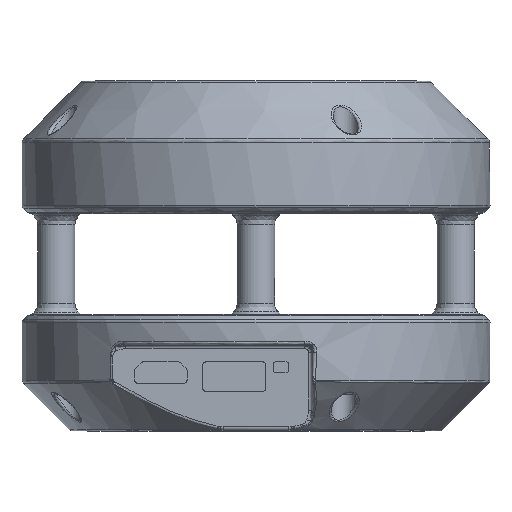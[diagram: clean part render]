
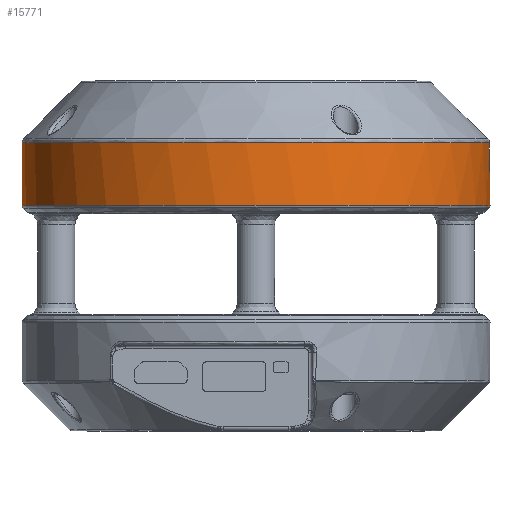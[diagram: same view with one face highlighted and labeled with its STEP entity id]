
A CAD part, top view. The second image highlights one B-rep face of the part: STEP entity #15771.
In plain terms, the highlighted cylindrical face has radius 37.5 mm (diameter 75 mm), a partial arc.
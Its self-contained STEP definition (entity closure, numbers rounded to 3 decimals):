
#895=FACE_OUTER_BOUND('',#1727,.T.);
#1727=EDGE_LOOP('',(#11171,#11172,#11173,#11174,#11175));
#2539=CIRCLE('',#16703,37.5);
#2542=CIRCLE('',#16706,37.5);
#2544=CIRCLE('',#16710,37.5);
#4104=LINE('',#26713,#5175);
#4105=LINE('',#26714,#5176);
#5175=VECTOR('',#19018,10.);
#5176=VECTOR('',#19019,10.);
#6315=VERTEX_POINT('',#26452);
#6316=VERTEX_POINT('',#26496);
#6318=VERTEX_POINT('',#26548);
#6326=VERTEX_POINT('',#26690);
#6329=VERTEX_POINT('',#26702);
#8158=EDGE_CURVE('',#6315,#6316,#2539,.T.);
#8163=EDGE_CURVE('',#6316,#6318,#2542,.T.);
#8176=EDGE_CURVE('',#6329,#6326,#2544,.T.);
#8177=EDGE_CURVE('',#6315,#6326,#4104,.T.);
#8178=EDGE_CURVE('',#6329,#6318,#4105,.T.);
#11171=ORIENTED_EDGE('',*,*,#8177,.T.);
#11172=ORIENTED_EDGE('',*,*,#8176,.F.);
#11173=ORIENTED_EDGE('',*,*,#8178,.T.);
#11174=ORIENTED_EDGE('',*,*,#8163,.F.);
#11175=ORIENTED_EDGE('',*,*,#8158,.F.);
#15278=CYLINDRICAL_SURFACE('',#16711,37.5);
#15771=ADVANCED_FACE('',(#895),#15278,.T.);
#16703=AXIS2_PLACEMENT_3D('',#26497,#18999,#19000);
#16706=AXIS2_PLACEMENT_3D('',#26594,#19005,#19006);
#16710=AXIS2_PLACEMENT_3D('',#26711,#19014,#19015);
#16711=AXIS2_PLACEMENT_3D('',#26712,#19016,#19017);
#18999=DIRECTION('center_axis',(0.,-1.,0.));
#19000=DIRECTION('ref_axis',(1.,0.,0.));
#19005=DIRECTION('center_axis',(0.,-1.,0.));
#19006=DIRECTION('ref_axis',(1.,0.,0.));
#19014=DIRECTION('center_axis',(0.,1.,0.));
#19015=DIRECTION('ref_axis',(0.707,0.,0.707));
#19016=DIRECTION('center_axis',(0.,-1.,0.));
#19017=DIRECTION('ref_axis',(0.707,0.,0.707));
#19018=DIRECTION('',(0.,1.,0.));
#19019=DIRECTION('',(0.,-1.,0.));
#26452=CARTESIAN_POINT('',(-26.161,-10.233,-26.868));
#26496=CARTESIAN_POINT('',(-37.5,-10.233,0.));
#26497=CARTESIAN_POINT('Origin',(0.,-10.233,
0.));
#26548=CARTESIAN_POINT('',(-26.868,-10.233,-26.161));
#26594=CARTESIAN_POINT('Origin',(0.,-10.233,
0.));
#26690=CARTESIAN_POINT('',(-26.161,-0.196,-26.868));
#26702=CARTESIAN_POINT('',(-26.868,-0.196,-26.161));
#26711=CARTESIAN_POINT('Origin',(0.,-0.196,
0.));
#26712=CARTESIAN_POINT('Origin',(0.,0.053,
0.));
#26713=CARTESIAN_POINT('',(-26.161,0.053,-26.868));
#26714=CARTESIAN_POINT('',(-26.868,0.053,-26.161));
